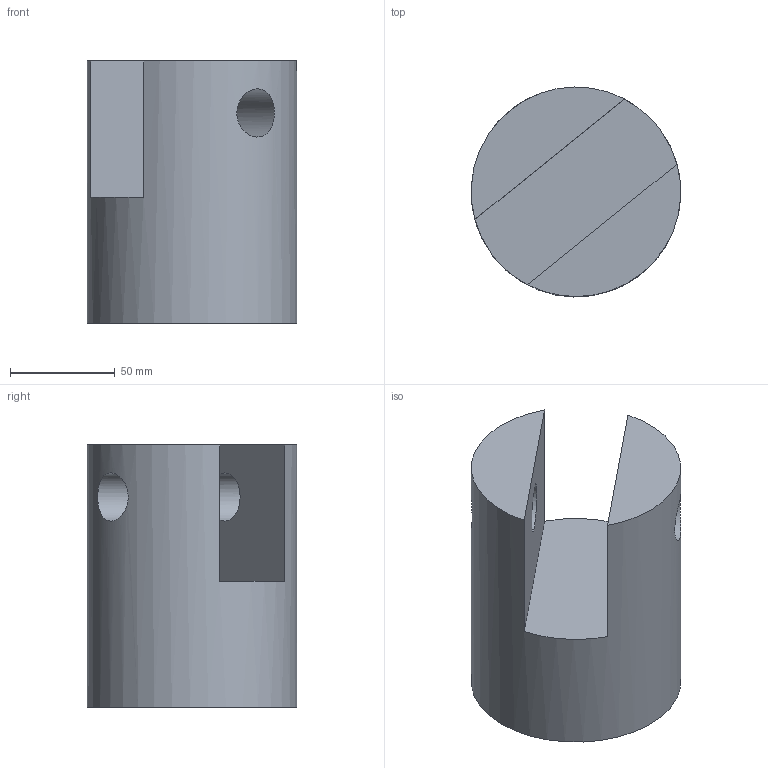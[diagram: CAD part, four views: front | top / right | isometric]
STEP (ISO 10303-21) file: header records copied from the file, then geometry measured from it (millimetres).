
FILE_DESCRIPTION(/* description */ ('STEP AP214'),/* implementation_level */ '2;1');
FILE_NAME(/* name */ '60efe5c65a6caa1e30d59f08',/* time_stamp */ '2021-07-15T07:37:43+00:00',/* author */ (''),/* organization */ (''),/* preprocessor_version */ 'ST-DEVELOPER v18.1',/* originating_system */ ' ',/* authorisation */ ' ');
FILE_SCHEMA (('AUTOMOTIVE_DESIGN {1 0 10303 214 3 1 1}'));
Length unit declared in the file: metre
Products named in the file (1): Component5
Bounding box: 99.98 x 99.99 x 125 mm (x, y, z)
Volume: 704204.8 mm3; surface area: 64114.2 mm2
Topology: 1 solids, 1 shells, 9 faces, 26 edges, 18 vertices
Faces by surface type: plane 6, cylinder 3
Full cylindrical faces by diameter (mm): 23.001 x2, 100 x1
Entity records: 309 total; most frequent: CARTESIAN_POINT 77, DIRECTION 42, ORIENTED_EDGE 34, EDGE_CURVE 17, AXIS2_PLACEMENT_3D 17, EDGE_LOOP 16, FACE_BOUND 16, VERTEX_POINT 13
